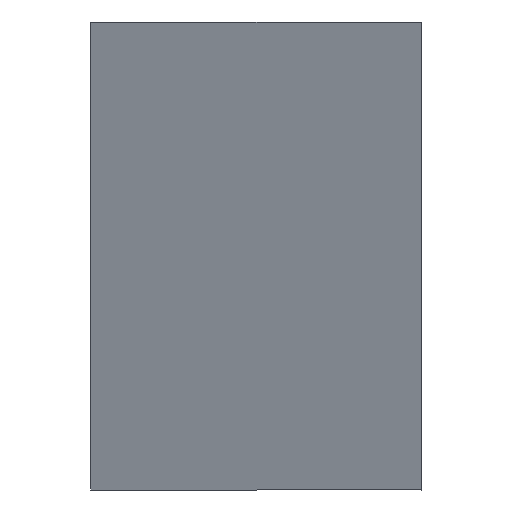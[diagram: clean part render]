
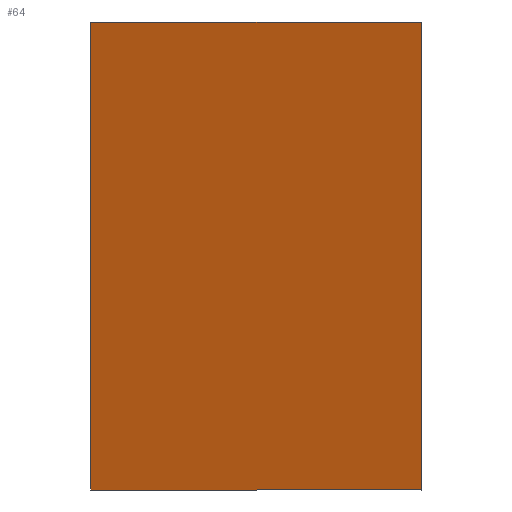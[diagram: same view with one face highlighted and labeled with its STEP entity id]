
A CAD part, front view. The second image highlights one B-rep face of the part: STEP entity #64.
In plain terms, the highlighted planar face has unit normal (-0.383, -0.924, 0).
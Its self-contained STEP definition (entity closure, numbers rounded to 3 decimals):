
#18 = CARTESIAN_POINT ( 'NONE',  ( -7.071, -7.071, 6. ) ) ;
#23 = LINE ( 'NONE', #404, #41 ) ;
#24 = LINE ( 'NONE', #367, #225 ) ;
#29 = PLANE ( 'NONE',  #233 ) ;
#33 = DIRECTION ( 'NONE',  ( 0.383, 0.924, 0. ) ) ;
#34 = DIRECTION ( 'NONE',  ( -0.924, 0.383, 0. ) ) ;
#41 = VECTOR ( 'NONE', #529, 1000. ) ;
#64 = ADVANCED_FACE ( 'NONE', ( #155 ), #29, .F. ) ;
#84 = VECTOR ( 'NONE', #363, 1000. ) ;
#105 = VERTEX_POINT ( 'NONE', #193 ) ;
#106 = EDGE_LOOP ( 'NONE', ( #483, #507, #486, #517 ) ) ;
#120 = LINE ( 'NONE', #520, #469 ) ;
#155 = FACE_OUTER_BOUND ( 'NONE', #106, .T. ) ;
#193 = CARTESIAN_POINT ( 'NONE',  ( -7.071, -7.071, 0. ) ) ;
#225 = VECTOR ( 'NONE', #398, 1000. ) ;
#233 = AXIS2_PLACEMENT_3D ( 'NONE', #18, #33, #34 ) ;
#323 = LINE ( 'NONE', #371, #84 ) ;
#328 = CARTESIAN_POINT ( 'NONE',  ( 0., -10., 10. ) ) ;
#363 = DIRECTION ( 'NONE',  ( -0.924, 0.383, 0. ) ) ;
#367 = CARTESIAN_POINT ( 'NONE',  ( 0., -10., 6. ) ) ;
#370 = VERTEX_POINT ( 'NONE', #328 ) ;
#371 = CARTESIAN_POINT ( 'NONE',  ( -7.071, -7.071, 0. ) ) ;
#382 = VERTEX_POINT ( 'NONE', #417 ) ;
#385 = EDGE_CURVE ( 'NONE', #382, #105, #323, .T. ) ;
#389 = EDGE_CURVE ( 'NONE', #370, #382, #24, .T. ) ;
#397 = EDGE_CURVE ( 'NONE', #447, #370, #23, .T. ) ;
#398 = DIRECTION ( 'NONE',  ( 0., 0., -1. ) ) ;
#404 = CARTESIAN_POINT ( 'NONE',  ( -7.071, -7.071, 10. ) ) ;
#417 = CARTESIAN_POINT ( 'NONE',  ( 0., -10., 0. ) ) ;
#441 = EDGE_CURVE ( 'NONE', #105, #447, #120, .T. ) ;
#447 = VERTEX_POINT ( 'NONE', #532 ) ;
#469 = VECTOR ( 'NONE', #474, 1000. ) ;
#474 = DIRECTION ( 'NONE',  ( 0., 0., 1. ) ) ;
#483 = ORIENTED_EDGE ( 'NONE', *, *, #385, .F. ) ;
#486 = ORIENTED_EDGE ( 'NONE', *, *, #397, .F. ) ;
#507 = ORIENTED_EDGE ( 'NONE', *, *, #389, .F. ) ;
#517 = ORIENTED_EDGE ( 'NONE', *, *, #441, .F. ) ;
#520 = CARTESIAN_POINT ( 'NONE',  ( -7.071, -7.071, 6. ) ) ;
#529 = DIRECTION ( 'NONE',  ( 0.924, -0.383, 0. ) ) ;
#532 = CARTESIAN_POINT ( 'NONE',  ( -7.071, -7.071, 10. ) ) ;
